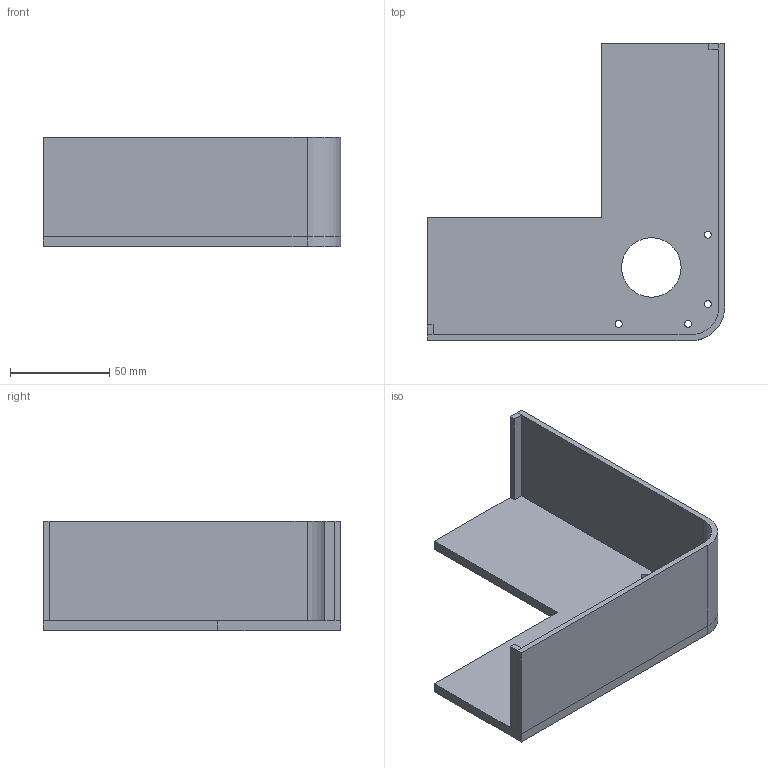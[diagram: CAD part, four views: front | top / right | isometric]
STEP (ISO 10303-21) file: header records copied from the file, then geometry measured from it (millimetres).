
FILE_DESCRIPTION(('FreeCAD Model'),'2;1');
FILE_NAME('Open CASCADE Shape Model','2024-08-14T19:51:38',(''),(''), 'Open CASCADE STEP processor 7.6','FreeCAD','Unknown');
FILE_SCHEMA(('AUTOMOTIVE_DESIGN { 1 0 10303 214 1 1 1 1 }'));
Length unit declared in the file: millimetre
Products named in the file (1): Pad003
Bounding box: 150 x 150 x 55 mm (x, y, z)
Volume: 114795.3 mm3; surface area: 61886.7 mm2
Topology: 1 solids, 1 shells, 33 faces, 83 edges, 52 vertices
Faces by surface type: plane 25, cylinder 8
Full cylindrical faces by diameter (mm): 3.5 x4, 30 x1
Entity records: 1015 total; most frequent: CARTESIAN_POINT 169, DIRECTION 167, ORIENTED_EDGE 166, EDGE_CURVE 83, LINE 67, VECTOR 67, VERTEX_POINT 52, AXIS2_PLACEMENT_3D 50
